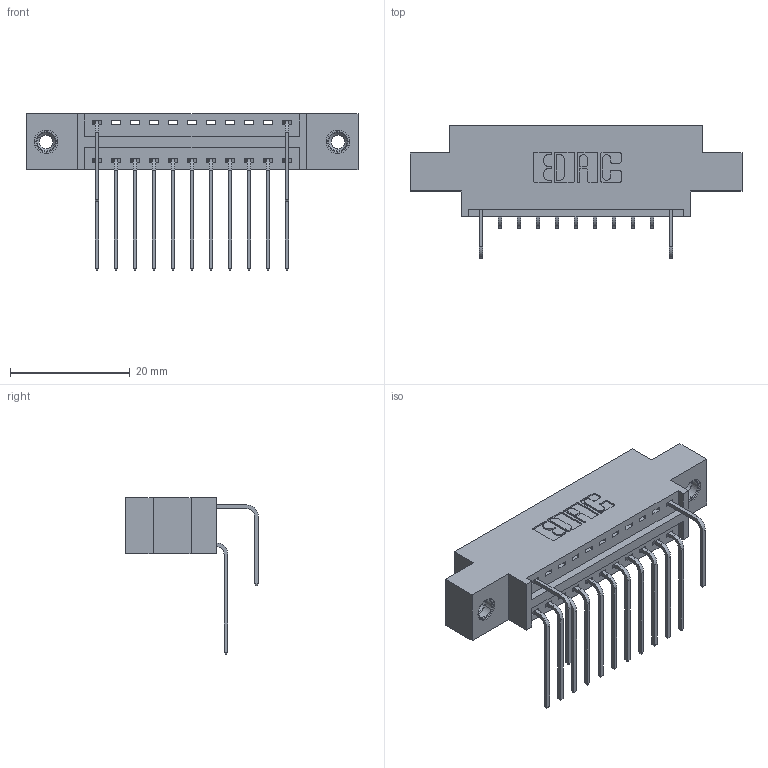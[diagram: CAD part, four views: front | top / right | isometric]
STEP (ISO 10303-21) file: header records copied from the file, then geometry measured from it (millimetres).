
FILE_DESCRIPTION (( 'STEP AP203' ), '1' );
FILE_NAME ('346-022-558-808.STEP', '2018-08-21T01:12:46', ( '' ), ( '' ), 'SwSTEP 2.0', 'SolidWorks 2016', '' );
FILE_SCHEMA (( 'CONFIG_CONTROL_DESIGN' ));
Length unit declared in the file: inch
Products named in the file (5): 346 Part_0.170 Offset - 0.156 Dia-TI; 345-292-001_558 559 Tail - 1; 345-292-001_558 Tail - 2; 345-250-001_345-250-003-102; 346-022-558-808
Assembly tree (16 placements, depth 2):
  346-022-558-808
    346 Part_0.170 Offset - 0.156 Dia-TI
    345-292-001_558 559 Tail - 1  x11
    345-292-001_558 Tail - 2  x2
    345-250-001_345-250-003-102  x2
Bounding box: 55.5 x 22.16 x 26.16 mm (x, y, z)
Volume: 5004 mm3; surface area: 6483.4 mm2
Topology: 16 solids, 16 shells, 942 faces, 2759 edges, 1814 vertices
Faces by surface type: plane 638, cylinder 288, cone 12, torus 4
Entity records: 14166 total; most frequent: CARTESIAN_POINT 2453, ORIENTED_EDGE 2338, DIRECTION 2201, EDGE_CURVE 1169, VECTOR 933, LINE 933, VERTEX_POINT 772, AXIS2_PLACEMENT_3D 634
